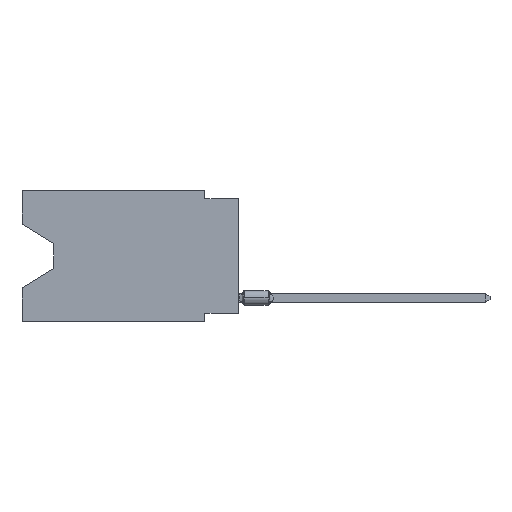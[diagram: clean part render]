
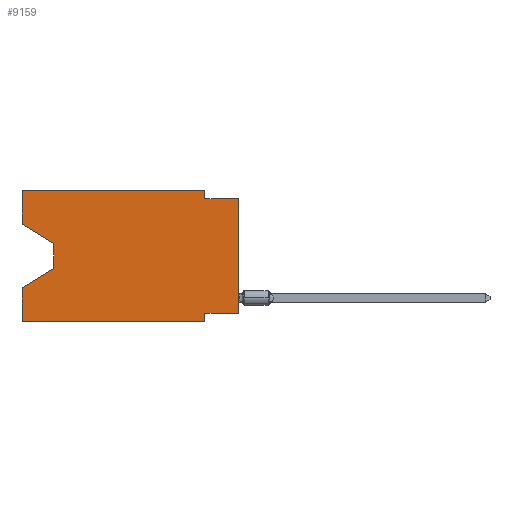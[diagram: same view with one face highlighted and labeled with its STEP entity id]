
A CAD part, left-side view. The second image highlights one B-rep face of the part: STEP entity #9159.
In plain terms, the highlighted planar face has unit normal (-1, 0, 0).
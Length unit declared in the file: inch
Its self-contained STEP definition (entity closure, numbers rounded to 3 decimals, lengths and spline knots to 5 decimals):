
#70 = CARTESIAN_POINT ( 'NONE',  ( 0., 0., -0.025 ) ) ;
#93 = EDGE_CURVE ( 'NONE', #17770, #17964, #10878, .T. ) ;
#122 = ORIENTED_EDGE ( 'NONE', *, *, #13778, .F. ) ;
#347 = CARTESIAN_POINT ( 'NONE',  ( 0., 0.645, -0.39 ) ) ;
#443 = ORIENTED_EDGE ( 'NONE', *, *, #6367, .T. ) ;
#447 = DIRECTION ( 'NONE',  ( 0., -1., 0. ) ) ;
#477 = DIRECTION ( 'NONE',  ( 0., 0., -1. ) ) ;
#535 = ORIENTED_EDGE ( 'NONE', *, *, #2577, .F. ) ;
#912 = LINE ( 'NONE', #10131, #6628 ) ;
#925 = LINE ( 'NONE', #4170, #18289 ) ;
#1405 = DIRECTION ( 'NONE',  ( 0., 0., -1. ) ) ;
#1752 = EDGE_CURVE ( 'NONE', #10053, #10884, #11458, .T. ) ;
#1841 = VERTEX_POINT ( 'NONE', #19235 ) ;
#1976 = DIRECTION ( 'NONE',  ( 0., 0., 1. ) ) ;
#2577 = EDGE_CURVE ( 'NONE', #11275, #1841, #18798, .T. ) ;
#2971 = VECTOR ( 'NONE', #9793, 39.37008 ) ;
#3080 = CARTESIAN_POINT ( 'NONE',  ( 0., 0.645, 0. ) ) ;
#3156 = CARTESIAN_POINT ( 'NONE',  ( 0., 0.645, 0. ) ) ;
#3321 = VECTOR ( 'NONE', #1976, 39.37008 ) ;
#3357 = LINE ( 'NONE', #3653, #18681 ) ;
#3441 = EDGE_CURVE ( 'NONE', #1841, #17148, #15447, .T. ) ;
#3584 = CARTESIAN_POINT ( 'NONE',  ( 0., 0.645, -0.28975 ) ) ;
#3653 = CARTESIAN_POINT ( 'NONE',  ( 0., 0.645, 0. ) ) ;
#3826 = LINE ( 'NONE', #12762, #2971 ) ;
#3840 = DIRECTION ( 'NONE',  ( 0., 0.855, -0.519 ) ) ;
#4098 = VECTOR ( 'NONE', #1405, 39.37008 ) ;
#4170 = CARTESIAN_POINT ( 'NONE',  ( 0., 0.645, -0.39 ) ) ;
#4225 = EDGE_CURVE ( 'NONE', #11275, #19585, #18390, .T. ) ;
#4975 = EDGE_LOOP ( 'NONE', ( #14892, #8892, #13978, #19080, #443, #9557, #535, #16310, #122, #9124, #17160, #15230 ) ) ;
#5162 = CARTESIAN_POINT ( 'NONE',  ( 0., 0., -0.365 ) ) ;
#5303 = AXIS2_PLACEMENT_3D ( 'NONE', #3156, #18476, #477 ) ;
#5364 = VECTOR ( 'NONE', #3840, 39.37008 ) ;
#5604 = VECTOR ( 'NONE', #15951, 39.37008 ) ;
#6058 = CARTESIAN_POINT ( 'NONE',  ( 0., 0.55, -0.232 ) ) ;
#6367 = EDGE_CURVE ( 'NONE', #18566, #17148, #925, .T. ) ;
#6448 = VERTEX_POINT ( 'NONE', #16226 ) ;
#6628 = VECTOR ( 'NONE', #16213, 39.37008 ) ;
#7794 = DIRECTION ( 'NONE',  ( 0., 0., -1. ) ) ;
#7933 = CARTESIAN_POINT ( 'NONE',  ( 0., 0.1, -0.39 ) ) ;
#8750 = VERTEX_POINT ( 'NONE', #12505 ) ;
#8757 = DIRECTION ( 'NONE',  ( 0., 0., 1. ) ) ;
#8892 = ORIENTED_EDGE ( 'NONE', *, *, #19134, .T. ) ;
#9124 = ORIENTED_EDGE ( 'NONE', *, *, #18671, .F. ) ;
#9159 = ADVANCED_FACE ( 'NONE', ( #17179 ), #16880, .F. ) ;
#9415 = CARTESIAN_POINT ( 'NONE',  ( 0., 0.55, -0.232 ) ) ;
#9487 = LINE ( 'NONE', #14062, #16863 ) ;
#9551 = DIRECTION ( 'NONE',  ( 0., 1., 0. ) ) ;
#9557 = ORIENTED_EDGE ( 'NONE', *, *, #3441, .F. ) ;
#9793 = DIRECTION ( 'NONE',  ( 0., 0., -1. ) ) ;
#10053 = VERTEX_POINT ( 'NONE', #17706 ) ;
#10131 = CARTESIAN_POINT ( 'NONE',  ( 0., 0.645, 0. ) ) ;
#10239 = DIRECTION ( 'NONE',  ( 0., -1., 0. ) ) ;
#10289 = EDGE_CURVE ( 'NONE', #15513, #6448, #3357, .T. ) ;
#10878 = LINE ( 'NONE', #9415, #5364 ) ;
#10884 = VERTEX_POINT ( 'NONE', #13884 ) ;
#11275 = VERTEX_POINT ( 'NONE', #14864 ) ;
#11458 = LINE ( 'NONE', #18744, #5604 ) ;
#11496 = VECTOR ( 'NONE', #8757, 39.37008 ) ;
#11536 = EDGE_CURVE ( 'NONE', #10053, #15513, #912, .T. ) ;
#12505 = CARTESIAN_POINT ( 'NONE',  ( 0., 0.1, -0.025 ) ) ;
#12762 = CARTESIAN_POINT ( 'NONE',  ( 0., 0.1, 0. ) ) ;
#13153 = VECTOR ( 'NONE', #7794, 39.37008 ) ;
#13526 = LINE ( 'NONE', #19418, #11496 ) ;
#13778 = EDGE_CURVE ( 'NONE', #8750, #19585, #9487, .T. ) ;
#13884 = CARTESIAN_POINT ( 'NONE',  ( 0., 0.55, -0.158 ) ) ;
#13978 = ORIENTED_EDGE ( 'NONE', *, *, #93, .T. ) ;
#14062 = CARTESIAN_POINT ( 'NONE',  ( 0., 0., -0.025 ) ) ;
#14864 = CARTESIAN_POINT ( 'NONE',  ( 0., 0., -0.365 ) ) ;
#14892 = ORIENTED_EDGE ( 'NONE', *, *, #1752, .T. ) ;
#15230 = ORIENTED_EDGE ( 'NONE', *, *, #11536, .F. ) ;
#15390 = DIRECTION ( 'NONE',  ( 0., -1., 0. ) ) ;
#15447 = LINE ( 'NONE', #15648, #13153 ) ;
#15513 = VERTEX_POINT ( 'NONE', #3080 ) ;
#15648 = CARTESIAN_POINT ( 'NONE',  ( 0., 0.1, -0.39 ) ) ;
#15951 = DIRECTION ( 'NONE',  ( 0., -0.855, -0.519 ) ) ;
#16038 = VECTOR ( 'NONE', #9551, 39.37008 ) ;
#16213 = DIRECTION ( 'NONE',  ( 0., 0., 1. ) ) ;
#16226 = CARTESIAN_POINT ( 'NONE',  ( 0., 0.1, 0. ) ) ;
#16310 = ORIENTED_EDGE ( 'NONE', *, *, #4225, .T. ) ;
#16863 = VECTOR ( 'NONE', #447, 39.37008 ) ;
#16880 = PLANE ( 'NONE',  #5303 ) ;
#17148 = VERTEX_POINT ( 'NONE', #7933 ) ;
#17160 = ORIENTED_EDGE ( 'NONE', *, *, #10289, .F. ) ;
#17179 = FACE_OUTER_BOUND ( 'NONE', #4975, .T. ) ;
#17189 = CARTESIAN_POINT ( 'NONE',  ( 0., 0., 0. ) ) ;
#17706 = CARTESIAN_POINT ( 'NONE',  ( 0., 0.645, -0.10025 ) ) ;
#17744 = EDGE_CURVE ( 'NONE', #18566, #17964, #13526, .T. ) ;
#17770 = VERTEX_POINT ( 'NONE', #6058 ) ;
#17964 = VERTEX_POINT ( 'NONE', #3584 ) ;
#18289 = VECTOR ( 'NONE', #10239, 39.37008 ) ;
#18390 = LINE ( 'NONE', #17189, #3321 ) ;
#18476 = DIRECTION ( 'NONE',  ( 1., 0., 0. ) ) ;
#18566 = VERTEX_POINT ( 'NONE', #347 ) ;
#18671 = EDGE_CURVE ( 'NONE', #6448, #8750, #3826, .T. ) ;
#18681 = VECTOR ( 'NONE', #15390, 39.37008 ) ;
#18744 = CARTESIAN_POINT ( 'NONE',  ( 0., 0.645, -0.10025 ) ) ;
#18798 = LINE ( 'NONE', #5162, #16038 ) ;
#19080 = ORIENTED_EDGE ( 'NONE', *, *, #17744, .F. ) ;
#19134 = EDGE_CURVE ( 'NONE', #10884, #17770, #19422, .T. ) ;
#19235 = CARTESIAN_POINT ( 'NONE',  ( 0., 0.1, -0.365 ) ) ;
#19418 = CARTESIAN_POINT ( 'NONE',  ( 0., 0.645, 0. ) ) ;
#19422 = LINE ( 'NONE', #19527, #4098 ) ;
#19527 = CARTESIAN_POINT ( 'NONE',  ( 0., 0.55, -0.158 ) ) ;
#19585 = VERTEX_POINT ( 'NONE', #70 ) ;
